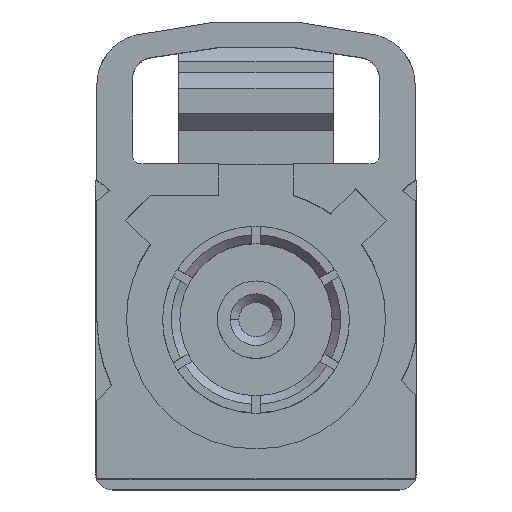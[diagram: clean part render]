
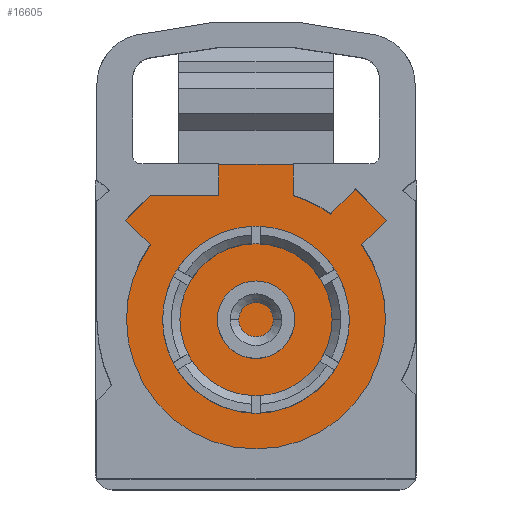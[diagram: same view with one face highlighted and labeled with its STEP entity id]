
A CAD part, top view. The second image highlights one B-rep face of the part: STEP entity #16605.
In plain terms, the highlighted planar face has unit normal (0, 0, 1).
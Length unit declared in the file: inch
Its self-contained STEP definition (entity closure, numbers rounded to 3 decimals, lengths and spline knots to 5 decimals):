
#660 = DIRECTION ( 'NONE',  ( 0., 1., 0. ) ) ;
#8509 = LINE ( 'NONE', #21436, #48663 ) ;
#9892 = EDGE_CURVE ( 'NONE', #123245, #118544, #67376, .T. ) ;
#11280 = ORIENTED_EDGE ( 'NONE', *, *, #9892, .T. ) ;
#11398 = AXIS2_PLACEMENT_3D ( 'NONE', #96260, #34682, #66318 ) ;
#12042 = CARTESIAN_POINT ( 'NONE',  ( 0., 0., -0.2806 ) ) ;
#12638 = VERTEX_POINT ( 'NONE', #50931 ) ;
#16605 = ADVANCED_FACE ( 'NONE', ( #21659 ), #116082, .T. ) ;
#19505 = CARTESIAN_POINT ( 'NONE',  ( 0.15059, 0., -0.2806 ) ) ;
#20511 = VECTOR ( 'NONE', #110812, 39.37008 ) ;
#21435 = CARTESIAN_POINT ( 'NONE',  ( -0.04331, 0.18105, -0.2806 ) ) ;
#21436 = CARTESIAN_POINT ( 'NONE',  ( 0.12303, 0.08684, -0.2806 ) ) ;
#21659 = FACE_OUTER_BOUND ( 'NONE', #33828, .T. ) ;
#24578 = DIRECTION ( 'NONE',  ( -0.707, -0.707, 0. ) ) ;
#28335 = ORIENTED_EDGE ( 'NONE', *, *, #118361, .T. ) ;
#28403 = CARTESIAN_POINT ( 'NONE',  ( 0.11553, 0.15172, -0.2806 ) ) ;
#29262 = VERTEX_POINT ( 'NONE', #134088 ) ;
#30172 = CARTESIAN_POINT ( 'NONE',  ( -0.12302, 0.14423, -0.2806 ) ) ;
#31314 = ORIENTED_EDGE ( 'NONE', *, *, #49664, .T. ) ;
#33726 = ORIENTED_EDGE ( 'NONE', *, *, #123737, .T. ) ;
#33828 = EDGE_LOOP ( 'NONE', ( #104602, #31314, #55560, #28335, #58411, #45723, #33726, #11280, #131065, #128484, #74379, #104727, #65807 ) ) ;
#33882 = DIRECTION ( 'NONE',  ( -1., 0., 0. ) ) ;
#34682 = DIRECTION ( 'NONE',  ( 0., 0., 1. ) ) ;
#35592 = CARTESIAN_POINT ( 'NONE',  ( 0.04331, 0.14423, -0.2806 ) ) ;
#38806 = CARTESIAN_POINT ( 'NONE',  ( -0.04331, 0.14423, -0.2806 ) ) ;
#42632 = VERTEX_POINT ( 'NONE', #35592 ) ;
#43287 = CARTESIAN_POINT ( 'NONE',  ( 0.12303, 0.08684, -0.2806 ) ) ;
#44323 = DIRECTION ( 'NONE',  ( -1., 0., 0. ) ) ;
#44492 = VECTOR ( 'NONE', #91693, 39.37008 ) ;
#44738 = EDGE_CURVE ( 'NONE', #42632, #49863, #58395, .T. ) ;
#45374 = CARTESIAN_POINT ( 'NONE',  ( -0.15172, 0.11553, -0.2806 ) ) ;
#45723 = ORIENTED_EDGE ( 'NONE', *, *, #53833, .T. ) ;
#46056 = CIRCLE ( 'NONE', #130933, 0.15059 ) ;
#46116 = LINE ( 'NONE', #128547, #114273 ) ;
#48663 = VECTOR ( 'NONE', #73778, 39.37008 ) ;
#49664 = EDGE_CURVE ( 'NONE', #49863, #77622, #46116, .T. ) ;
#49863 = VERTEX_POINT ( 'NONE', #110788 ) ;
#50229 = EDGE_CURVE ( 'NONE', #90617, #59536, #8509, .T. ) ;
#50778 = DIRECTION ( 'NONE',  ( 0., -1., 0. ) ) ;
#50867 = EDGE_CURVE ( 'NONE', #59536, #12638, #57700, .T. ) ;
#50931 = CARTESIAN_POINT ( 'NONE',  ( 0.11553, 0.15172, -0.2806 ) ) ;
#51480 = CIRCLE ( 'NONE', #99121, 0.15059 ) ;
#52263 = CARTESIAN_POINT ( 'NONE',  ( 0.04331, 0.18105, -0.2806 ) ) ;
#52735 = DIRECTION ( 'NONE',  ( 1., 0., 0. ) ) ;
#53626 = VECTOR ( 'NONE', #660, 39.37008 ) ;
#53719 = VECTOR ( 'NONE', #24578, 39.37008 ) ;
#53833 = EDGE_CURVE ( 'NONE', #84876, #96002, #127188, .T. ) ;
#55409 = EDGE_CURVE ( 'NONE', #77622, #29262, #133544, .T. ) ;
#55560 = ORIENTED_EDGE ( 'NONE', *, *, #55409, .T. ) ;
#55887 = VECTOR ( 'NONE', #68323, 39.37008 ) ;
#57563 = DIRECTION ( 'NONE',  ( 0., 0., 1. ) ) ;
#57700 = LINE ( 'NONE', #28403, #20511 ) ;
#58395 = LINE ( 'NONE', #52263, #53626 ) ;
#58411 = ORIENTED_EDGE ( 'NONE', *, *, #59153, .T. ) ;
#59153 = EDGE_CURVE ( 'NONE', #85443, #84876, #69903, .T. ) ;
#59402 = LINE ( 'NONE', #105433, #130798 ) ;
#59536 = VERTEX_POINT ( 'NONE', #62550 ) ;
#62550 = CARTESIAN_POINT ( 'NONE',  ( 0.15172, 0.11553, -0.2806 ) ) ;
#64364 = DIRECTION ( 'NONE',  ( 1., 0., 0. ) ) ;
#65807 = ORIENTED_EDGE ( 'NONE', *, *, #111815, .T. ) ;
#66318 = DIRECTION ( 'NONE',  ( -1., 0., 0. ) ) ;
#67376 = CIRCLE ( 'NONE', #11398, 0.15059 ) ;
#67779 = CARTESIAN_POINT ( 'NONE',  ( -0.15059, 0., -0.2806 ) ) ;
#68323 = DIRECTION ( 'NONE',  ( 0.707, -0.707, 0. ) ) ;
#69903 = LINE ( 'NONE', #45374, #53719 ) ;
#71497 = AXIS2_PLACEMENT_3D ( 'NONE', #107871, #57563, #118809 ) ;
#73778 = DIRECTION ( 'NONE',  ( 0.707, 0.707, 0. ) ) ;
#74379 = ORIENTED_EDGE ( 'NONE', *, *, #50867, .T. ) ;
#77622 = VERTEX_POINT ( 'NONE', #126411 ) ;
#83152 = VECTOR ( 'NONE', #50778, 39.37008 ) ;
#83845 = CARTESIAN_POINT ( 'NONE',  ( 0., 0., -0.2806 ) ) ;
#84613 = DIRECTION ( 'NONE',  ( 0., 0., 1. ) ) ;
#84876 = VERTEX_POINT ( 'NONE', #125313 ) ;
#85443 = VERTEX_POINT ( 'NONE', #30172 ) ;
#86550 = LINE ( 'NONE', #38806, #44492 ) ;
#90617 = VERTEX_POINT ( 'NONE', #43287 ) ;
#91693 = DIRECTION ( 'NONE',  ( -1., 0., 0. ) ) ;
#92442 = VERTEX_POINT ( 'NONE', #123621 ) ;
#95944 = CARTESIAN_POINT ( 'NONE',  ( 0., 0., -0.2806 ) ) ;
#96002 = VERTEX_POINT ( 'NONE', #119087 ) ;
#96260 = CARTESIAN_POINT ( 'NONE',  ( 0., 0., -0.2806 ) ) ;
#99121 = AXIS2_PLACEMENT_3D ( 'NONE', #12042, #104789, #52735 ) ;
#104602 = ORIENTED_EDGE ( 'NONE', *, *, #44738, .T. ) ;
#104727 = ORIENTED_EDGE ( 'NONE', *, *, #113183, .T. ) ;
#104789 = DIRECTION ( 'NONE',  ( 0., 0., 1. ) ) ;
#105433 = CARTESIAN_POINT ( 'NONE',  ( 0.08684, 0.12303, -0.2806 ) ) ;
#107871 = CARTESIAN_POINT ( 'NONE',  ( 0., 0., -0.2806 ) ) ;
#110788 = CARTESIAN_POINT ( 'NONE',  ( 0.04331, 0.18105, -0.2806 ) ) ;
#110812 = DIRECTION ( 'NONE',  ( -0.707, 0.707, 0. ) ) ;
#111815 = EDGE_CURVE ( 'NONE', #92442, #42632, #51480, .T. ) ;
#113183 = EDGE_CURVE ( 'NONE', #12638, #92442, #59402, .T. ) ;
#114273 = VECTOR ( 'NONE', #33882, 39.37008 ) ;
#115916 = DIRECTION ( 'NONE',  ( -0.707, -0.707, 0. ) ) ;
#116082 = PLANE ( 'NONE',  #128188 ) ;
#116520 = DIRECTION ( 'NONE',  ( 0., 0., 1. ) ) ;
#118361 = EDGE_CURVE ( 'NONE', #29262, #85443, #86550, .T. ) ;
#118544 = VERTEX_POINT ( 'NONE', #19505 ) ;
#118583 = EDGE_CURVE ( 'NONE', #118544, #90617, #46056, .T. ) ;
#118809 = DIRECTION ( 'NONE',  ( -1., 0., 0. ) ) ;
#119087 = CARTESIAN_POINT ( 'NONE',  ( -0.12303, 0.08684, -0.2806 ) ) ;
#123245 = VERTEX_POINT ( 'NONE', #67779 ) ;
#123621 = CARTESIAN_POINT ( 'NONE',  ( 0.08684, 0.12303, -0.2806 ) ) ;
#123737 = EDGE_CURVE ( 'NONE', #96002, #123245, #134177, .T. ) ;
#125313 = CARTESIAN_POINT ( 'NONE',  ( -0.15172, 0.11553, -0.2806 ) ) ;
#126411 = CARTESIAN_POINT ( 'NONE',  ( -0.04331, 0.18105, -0.2806 ) ) ;
#127188 = LINE ( 'NONE', #131791, #55887 ) ;
#128188 = AXIS2_PLACEMENT_3D ( 'NONE', #83845, #116520, #64364 ) ;
#128484 = ORIENTED_EDGE ( 'NONE', *, *, #50229, .T. ) ;
#128547 = CARTESIAN_POINT ( 'NONE',  ( -0.04331, 0.18105, -0.2806 ) ) ;
#130798 = VECTOR ( 'NONE', #115916, 39.37008 ) ;
#130933 = AXIS2_PLACEMENT_3D ( 'NONE', #95944, #84613, #44323 ) ;
#131065 = ORIENTED_EDGE ( 'NONE', *, *, #118583, .T. ) ;
#131791 = CARTESIAN_POINT ( 'NONE',  ( -0.12303, 0.08684, -0.2806 ) ) ;
#133544 = LINE ( 'NONE', #21435, #83152 ) ;
#134088 = CARTESIAN_POINT ( 'NONE',  ( -0.04331, 0.14423, -0.2806 ) ) ;
#134177 = CIRCLE ( 'NONE', #71497, 0.15059 ) ;
